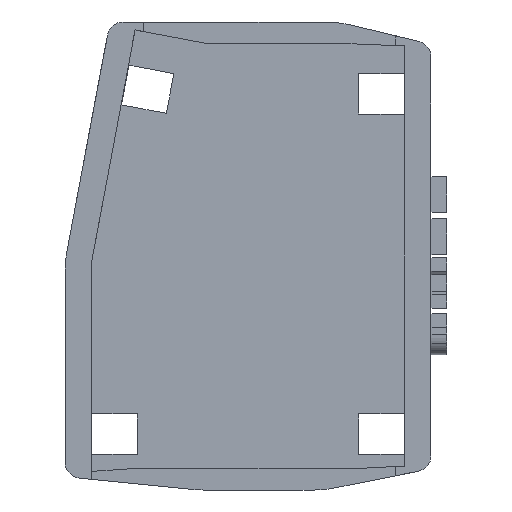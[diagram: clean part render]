
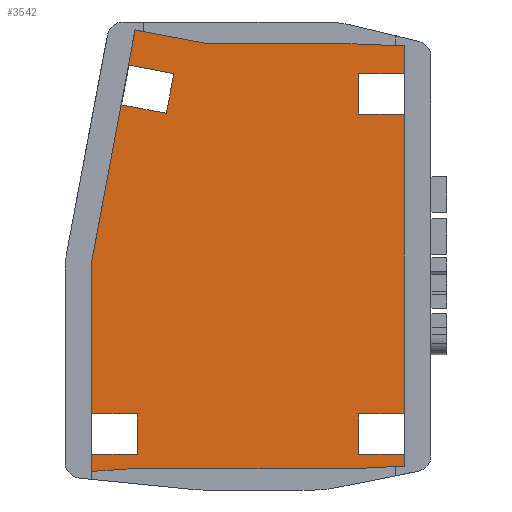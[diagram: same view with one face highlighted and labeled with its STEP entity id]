
A CAD part, front view. The second image highlights one B-rep face of the part: STEP entity #3542.
In plain terms, the highlighted planar face has unit normal (0, -1, 0).
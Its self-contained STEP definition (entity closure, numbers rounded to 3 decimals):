
#173=FACE_BOUND('',#662,.T.);
#299=PLANE('',#3766);
#446=FACE_OUTER_BOUND('',#661,.T.);
#661=EDGE_LOOP('',(#2994,#2995,#2996,#2997,#2998,#2999,#3000,#3001,#3002,
#3003,#3004,#3005,#3006,#3007,#3008,#3009,#3010,#3011,#3012,#3013,#3014));
#662=EDGE_LOOP('',(#3015,#3016,#3017,#3018));
#941=LINE('',#5332,#1340);
#980=LINE('',#5415,#1379);
#984=LINE('',#5423,#1383);
#988=LINE('',#5431,#1387);
#1015=LINE('',#5500,#1414);
#1025=LINE('',#5548,#1424);
#1028=LINE('',#5554,#1427);
#1031=LINE('',#5559,#1430);
#1033=LINE('',#5564,#1432);
#1037=LINE('',#5572,#1436);
#1040=LINE('',#5578,#1439);
#1043=LINE('',#5583,#1442);
#1045=LINE('',#5588,#1444);
#1049=LINE('',#5596,#1448);
#1052=LINE('',#5602,#1451);
#1055=LINE('',#5608,#1454);
#1058=LINE('',#5614,#1457);
#1061=LINE('',#5619,#1460);
#1063=LINE('',#5623,#1462);
#1064=LINE('',#5625,#1463);
#1065=LINE('',#5626,#1464);
#1066=LINE('',#5627,#1465);
#1067=LINE('',#5628,#1466);
#1068=LINE('',#5630,#1467);
#1069=LINE('',#5631,#1468);
#1340=VECTOR('',#4185,10.);
#1379=VECTOR('',#4258,10.);
#1383=VECTOR('',#4262,10.);
#1387=VECTOR('',#4266,10.);
#1414=VECTOR('',#4321,10.);
#1424=VECTOR('',#4381,10.);
#1427=VECTOR('',#4386,10.);
#1430=VECTOR('',#4391,10.);
#1432=VECTOR('',#4395,10.);
#1436=VECTOR('',#4401,10.);
#1439=VECTOR('',#4406,10.);
#1442=VECTOR('',#4411,10.);
#1444=VECTOR('',#4415,10.);
#1448=VECTOR('',#4421,10.);
#1451=VECTOR('',#4426,10.);
#1454=VECTOR('',#4431,10.);
#1457=VECTOR('',#4436,10.);
#1460=VECTOR('',#4441,10.);
#1462=VECTOR('',#4445,10.);
#1463=VECTOR('',#4446,10.);
#1464=VECTOR('',#4447,10.);
#1465=VECTOR('',#4448,10.);
#1466=VECTOR('',#4449,10.);
#1467=VECTOR('',#4450,10.);
#1468=VECTOR('',#4451,10.);
#1729=VERTEX_POINT('',#5329);
#1730=VERTEX_POINT('',#5331);
#1756=VERTEX_POINT('',#5412);
#1757=VERTEX_POINT('',#5414);
#1760=VERTEX_POINT('',#5420);
#1761=VERTEX_POINT('',#5422);
#1764=VERTEX_POINT('',#5428);
#1765=VERTEX_POINT('',#5430);
#1792=VERTEX_POINT('',#5497);
#1793=VERTEX_POINT('',#5499);
#1806=VERTEX_POINT('',#5547);
#1808=VERTEX_POINT('',#5553);
#1810=VERTEX_POINT('',#5562);
#1811=VERTEX_POINT('',#5563);
#1814=VERTEX_POINT('',#5571);
#1816=VERTEX_POINT('',#5577);
#1818=VERTEX_POINT('',#5586);
#1819=VERTEX_POINT('',#5587);
#1822=VERTEX_POINT('',#5595);
#1824=VERTEX_POINT('',#5601);
#1826=VERTEX_POINT('',#5607);
#1828=VERTEX_POINT('',#5613);
#1830=VERTEX_POINT('',#5622);
#1831=VERTEX_POINT('',#5624);
#1832=VERTEX_POINT('',#5629);
#2121=EDGE_CURVE('',#1730,#1729,#941,.T.);
#2163=EDGE_CURVE('',#1757,#1756,#980,.T.);
#2167=EDGE_CURVE('',#1761,#1760,#984,.T.);
#2171=EDGE_CURVE('',#1765,#1764,#988,.T.);
#2206=EDGE_CURVE('',#1792,#1793,#1015,.T.);
#2228=EDGE_CURVE('',#1806,#1764,#1025,.T.);
#2231=EDGE_CURVE('',#1761,#1808,#1028,.T.);
#2234=EDGE_CURVE('',#1808,#1806,#1031,.T.);
#2236=EDGE_CURVE('',#1810,#1811,#1033,.T.);
#2240=EDGE_CURVE('',#1811,#1814,#1037,.T.);
#2243=EDGE_CURVE('',#1814,#1816,#1040,.T.);
#2246=EDGE_CURVE('',#1816,#1810,#1043,.T.);
#2248=EDGE_CURVE('',#1818,#1819,#1045,.T.);
#2252=EDGE_CURVE('',#1819,#1822,#1049,.T.);
#2255=EDGE_CURVE('',#1824,#1818,#1052,.T.);
#2258=EDGE_CURVE('',#1757,#1826,#1055,.T.);
#2261=EDGE_CURVE('',#1826,#1828,#1058,.T.);
#2264=EDGE_CURVE('',#1828,#1760,#1061,.T.);
#2266=EDGE_CURVE('',#1830,#1756,#1063,.T.);
#2267=EDGE_CURVE('',#1831,#1830,#1064,.T.);
#2268=EDGE_CURVE('',#1730,#1831,#1065,.T.);
#2269=EDGE_CURVE('',#1729,#1822,#1066,.T.);
#2270=EDGE_CURVE('',#1824,#1793,#1067,.T.);
#2271=EDGE_CURVE('',#1832,#1792,#1068,.T.);
#2272=EDGE_CURVE('',#1765,#1832,#1069,.T.);
#2994=ORIENTED_EDGE('',*,*,#2231,.F.);
#2995=ORIENTED_EDGE('',*,*,#2167,.T.);
#2996=ORIENTED_EDGE('',*,*,#2264,.F.);
#2997=ORIENTED_EDGE('',*,*,#2261,.F.);
#2998=ORIENTED_EDGE('',*,*,#2258,.F.);
#2999=ORIENTED_EDGE('',*,*,#2163,.T.);
#3000=ORIENTED_EDGE('',*,*,#2266,.F.);
#3001=ORIENTED_EDGE('',*,*,#2267,.F.);
#3002=ORIENTED_EDGE('',*,*,#2268,.F.);
#3003=ORIENTED_EDGE('',*,*,#2121,.T.);
#3004=ORIENTED_EDGE('',*,*,#2269,.T.);
#3005=ORIENTED_EDGE('',*,*,#2252,.F.);
#3006=ORIENTED_EDGE('',*,*,#2248,.F.);
#3007=ORIENTED_EDGE('',*,*,#2255,.F.);
#3008=ORIENTED_EDGE('',*,*,#2270,.T.);
#3009=ORIENTED_EDGE('',*,*,#2206,.F.);
#3010=ORIENTED_EDGE('',*,*,#2271,.F.);
#3011=ORIENTED_EDGE('',*,*,#2272,.F.);
#3012=ORIENTED_EDGE('',*,*,#2171,.T.);
#3013=ORIENTED_EDGE('',*,*,#2228,.F.);
#3014=ORIENTED_EDGE('',*,*,#2234,.F.);
#3015=ORIENTED_EDGE('',*,*,#2243,.F.);
#3016=ORIENTED_EDGE('',*,*,#2240,.F.);
#3017=ORIENTED_EDGE('',*,*,#2236,.F.);
#3018=ORIENTED_EDGE('',*,*,#2246,.F.);
#3542=ADVANCED_FACE('',(#446,#173),#299,.T.);
#3766=AXIS2_PLACEMENT_3D('',#5621,#4443,#4444);
#4185=DIRECTION('',(-0.184,0.,-0.983));
#4258=DIRECTION('',(0.,0.,1.));
#4262=DIRECTION('',(0.,0.,1.));
#4266=DIRECTION('',(0.,0.,1.));
#4321=DIRECTION('',(-0.998,0.,-0.067));
#4381=DIRECTION('',(1.,0.,0.));
#4386=DIRECTION('',(-1.,0.,0.));
#4391=DIRECTION('',(0.,0.,-1.));
#4395=DIRECTION('',(-0.184,0.,-0.983));
#4401=DIRECTION('',(0.983,0.,-0.184));
#4406=DIRECTION('',(0.184,0.,0.983));
#4411=DIRECTION('',(-0.983,0.,0.184));
#4415=DIRECTION('',(0.,0.,1.));
#4421=DIRECTION('',(-1.,0.,0.));
#4426=DIRECTION('',(1.,0.,0.));
#4431=DIRECTION('',(-1.,0.,0.));
#4436=DIRECTION('',(0.,0.,-1.));
#4441=DIRECTION('',(1.,0.,0.));
#4443=DIRECTION('center_axis',(0.,-1.,0.));
#4444=DIRECTION('ref_axis',(0.,0.,1.));
#4445=DIRECTION('',(0.999,0.,-0.04));
#4446=DIRECTION('',(1.,0.,0.));
#4447=DIRECTION('',(0.983,0.,-0.185));
#4448=DIRECTION('',(0.,0.,-1.));
#4449=DIRECTION('',(0.,0.,-1.));
#4450=DIRECTION('',(-1.,0.,0.));
#4451=DIRECTION('',(-0.999,0.,-0.051));
#5329=CARTESIAN_POINT('',(73.235,0.,192.932));
#5331=CARTESIAN_POINT('',(81.391,0.,236.432));
#5332=CARTESIAN_POINT('',(82.235,0.,240.932));
#5412=CARTESIAN_POINT('',(132.035,0.,233.432));
#5414=CARTESIAN_POINT('',(132.035,0.,228.232));
#5415=CARTESIAN_POINT('',(132.035,0.,148.932));
#5420=CARTESIAN_POINT('',(132.035,0.,220.632));
#5422=CARTESIAN_POINT('',(132.035,0.,164.232));
#5423=CARTESIAN_POINT('',(132.035,0.,148.932));
#5428=CARTESIAN_POINT('',(132.035,0.,156.632));
#5430=CARTESIAN_POINT('',(132.035,0.,154.432));
#5431=CARTESIAN_POINT('',(132.035,0.,148.932));
#5497=CARTESIAN_POINT('',(80.735,0.,153.932));
#5499=CARTESIAN_POINT('',(73.235,0.,153.432));
#5500=CARTESIAN_POINT('',(89.214,0.,154.497));
#5547=CARTESIAN_POINT('',(123.435,0.,156.632));
#5548=CARTESIAN_POINT('',(117.335,0.,156.632));
#5553=CARTESIAN_POINT('',(123.435,0.,164.232));
#5554=CARTESIAN_POINT('',(113.035,0.,164.232));
#5559=CARTESIAN_POINT('',(123.435,0.,175.282));
#5562=CARTESIAN_POINT('',(80.238,0.,229.817));
#5563=CARTESIAN_POINT('',(78.838,0.,222.347));
#5564=CARTESIAN_POINT('',(76.668,0.,210.777));
#5571=CARTESIAN_POINT('',(87.29,0.,220.762));
#5572=CARTESIAN_POINT('',(97.132,0.,218.917));
#5577=CARTESIAN_POINT('',(88.691,0.,228.232));
#5578=CARTESIAN_POINT('',(85.821,0.,212.927));
#5583=CARTESIAN_POINT('',(94.306,0.,227.179));
#5586=CARTESIAN_POINT('',(81.835,0.,156.632));
#5587=CARTESIAN_POINT('',(81.835,0.,164.232));
#5588=CARTESIAN_POINT('',(81.835,0.,179.082));
#5595=CARTESIAN_POINT('',(73.235,0.,164.232));
#5596=CARTESIAN_POINT('',(87.935,0.,164.232));
#5601=CARTESIAN_POINT('',(73.235,0.,156.632));
#5602=CARTESIAN_POINT('',(92.235,0.,156.632));
#5607=CARTESIAN_POINT('',(123.435,0.,228.232));
#5608=CARTESIAN_POINT('',(113.035,0.,228.232));
#5613=CARTESIAN_POINT('',(123.435,0.,220.632));
#5614=CARTESIAN_POINT('',(123.435,0.,207.282));
#5619=CARTESIAN_POINT('',(117.335,0.,220.632));
#5621=CARTESIAN_POINT('Origin',(102.635,0.,193.932));
#5622=CARTESIAN_POINT('',(119.535,0.,233.932));
#5623=CARTESIAN_POINT('',(118.147,0.,233.987));
#5624=CARTESIAN_POINT('',(94.673,0.,233.932));
#5625=CARTESIAN_POINT('',(111.085,0.,233.932));
#5626=CARTESIAN_POINT('',(102.154,0.,232.524));
#5627=CARTESIAN_POINT('',(73.235,0.,240.932));
#5628=CARTESIAN_POINT('',(73.235,0.,240.932));
#5629=CARTESIAN_POINT('',(122.249,0.,153.932));
#5630=CARTESIAN_POINT('',(91.685,0.,153.932));
#5631=CARTESIAN_POINT('',(113.487,0.,153.484));
